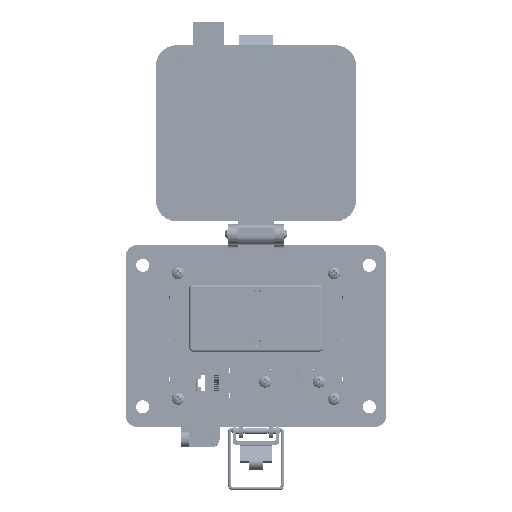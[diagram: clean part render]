
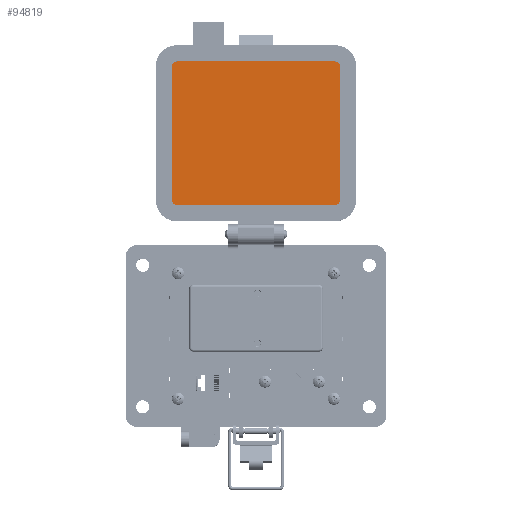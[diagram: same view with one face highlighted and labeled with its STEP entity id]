
A CAD part, top view. The second image highlights one B-rep face of the part: STEP entity #94819.
In plain terms, the highlighted planar face has unit normal (0, 0, 1).
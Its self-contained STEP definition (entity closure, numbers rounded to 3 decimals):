
#2288 = ORIENTED_EDGE ( 'NONE', *, *, #107073, .F. ) ;
#2486 = VECTOR ( 'NONE', #109482, 1000. ) ;
#2808 = VERTEX_POINT ( 'NONE', #3934 ) ;
#3934 = CARTESIAN_POINT ( 'NONE',  ( -44.769, 60.004, 19.202 ) ) ;
#4508 = EDGE_CURVE ( 'NONE', #105304, #21028, #28377, .T. ) ;
#4879 = CARTESIAN_POINT ( 'NONE',  ( -42.469, 60.004, 19.202 ) ) ;
#6547 = LINE ( 'NONE', #34974, #80808 ) ;
#7502 = AXIS2_PLACEMENT_3D ( 'NONE', #64795, #9006, #74155 ) ;
#8336 = LINE ( 'NONE', #72148, #2486 ) ;
#9006 = DIRECTION ( 'NONE',  ( 0., 0., -1. ) ) ;
#10292 = CARTESIAN_POINT ( 'NONE',  ( 39.871, 130.108, 19.202 ) ) ;
#12959 = DIRECTION ( 'NONE',  ( 0., 0., -1. ) ) ;
#14207 = DIRECTION ( 'NONE',  ( 1., 0., 0. ) ) ;
#17307 = EDGE_CURVE ( 'NONE', #104799, #21756, #6547, .T. ) ;
#17752 = AXIS2_PLACEMENT_3D ( 'NONE', #94754, #39102, #104100 ) ;
#19689 = PLANE ( 'NONE',  #36600 ) ;
#21028 = VERTEX_POINT ( 'NONE', #86258 ) ;
#21756 = VERTEX_POINT ( 'NONE', #106698 ) ;
#22056 = VERTEX_POINT ( 'NONE', #32665 ) ;
#28377 = CIRCLE ( 'NONE', #28971, 2.299 ) ;
#28971 = AXIS2_PLACEMENT_3D ( 'NONE', #115012, #12959, #68750 ) ;
#29186 = CARTESIAN_POINT ( 'NONE',  ( 38.212, 126.389, 19.202 ) ) ;
#32287 = VECTOR ( 'NONE', #80321, 1000. ) ;
#32665 = CARTESIAN_POINT ( 'NONE',  ( 35.912, 128.688, 19.202 ) ) ;
#34974 = CARTESIAN_POINT ( 'NONE',  ( -3.279, 57.705, 19.202 ) ) ;
#36600 = AXIS2_PLACEMENT_3D ( 'NONE', #10292, #112748, #57089 ) ;
#39102 = DIRECTION ( 'NONE',  ( 0., 0., -1. ) ) ;
#42200 = CARTESIAN_POINT ( 'NONE',  ( 35.912, 57.705, 19.202 ) ) ;
#50490 = CIRCLE ( 'NONE', #7502, 2.299 ) ;
#57089 = DIRECTION ( 'NONE',  ( -1., 0., 0. ) ) ;
#58869 = EDGE_CURVE ( 'NONE', #21028, #22056, #110938, .T. ) ;
#59252 = AXIS2_PLACEMENT_3D ( 'NONE', #4879, #70046, #14207 ) ;
#59876 = LINE ( 'NONE', #107893, #32287 ) ;
#62156 = CARTESIAN_POINT ( 'NONE',  ( -44.769, 126.389, 19.202 ) ) ;
#63688 = DIRECTION ( 'NONE',  ( -1., 0., 0. ) ) ;
#64706 = ORIENTED_EDGE ( 'NONE', *, *, #113795, .F. ) ;
#64795 = CARTESIAN_POINT ( 'NONE',  ( 35.912, 126.389, 19.202 ) ) ;
#67606 = ORIENTED_EDGE ( 'NONE', *, *, #83247, .F. ) ;
#68750 = DIRECTION ( 'NONE',  ( 0., -1., 0. ) ) ;
#69118 = ORIENTED_EDGE ( 'NONE', *, *, #4508, .F. ) ;
#70046 = DIRECTION ( 'NONE',  ( 0., 0., -1. ) ) ;
#72148 = CARTESIAN_POINT ( 'NONE',  ( -44.769, 93.196, 19.202 ) ) ;
#74155 = DIRECTION ( 'NONE',  ( 1., 0., 0. ) ) ;
#79115 = CARTESIAN_POINT ( 'NONE',  ( 38.212, 60.004, 19.202 ) ) ;
#80321 = DIRECTION ( 'NONE',  ( 0., -1., 0. ) ) ;
#80450 = VECTOR ( 'NONE', #81312, 1000. ) ;
#80601 = EDGE_CURVE ( 'NONE', #95295, #104799, #106102, .T. ) ;
#80808 = VECTOR ( 'NONE', #63688, 1000. ) ;
#81312 = DIRECTION ( 'NONE',  ( 1., 0., 0. ) ) ;
#83247 = EDGE_CURVE ( 'NONE', #21756, #2808, #107171, .T. ) ;
#86258 = CARTESIAN_POINT ( 'NONE',  ( -42.469, 128.688, 19.202 ) ) ;
#87746 = ORIENTED_EDGE ( 'NONE', *, *, #92133, .F. ) ;
#89416 = FACE_OUTER_BOUND ( 'NONE', #107818, .T. ) ;
#92133 = EDGE_CURVE ( 'NONE', #22056, #95112, #50490, .T. ) ;
#94754 = CARTESIAN_POINT ( 'NONE',  ( 35.912, 60.004, 19.202 ) ) ;
#94819 = ADVANCED_FACE ( 'NONE', ( #89416 ), #19689, .T. ) ;
#95112 = VERTEX_POINT ( 'NONE', #29186 ) ;
#95295 = VERTEX_POINT ( 'NONE', #79115 ) ;
#104100 = DIRECTION ( 'NONE',  ( 0., -1., 0. ) ) ;
#104799 = VERTEX_POINT ( 'NONE', #42200 ) ;
#105304 = VERTEX_POINT ( 'NONE', #62156 ) ;
#106102 = CIRCLE ( 'NONE', #17752, 2.299 ) ;
#106698 = CARTESIAN_POINT ( 'NONE',  ( -42.469, 57.705, 19.202 ) ) ;
#107073 = EDGE_CURVE ( 'NONE', #95112, #95295, #59876, .T. ) ;
#107171 = CIRCLE ( 'NONE', #59252, 2.299 ) ;
#107688 = ORIENTED_EDGE ( 'NONE', *, *, #17307, .F. ) ;
#107818 = EDGE_LOOP ( 'NONE', ( #109206, #2288, #87746, #113479, #69118, #64706, #67606, #107688 ) ) ;
#107893 = CARTESIAN_POINT ( 'NONE',  ( 38.212, 93.196, 19.202 ) ) ;
#109206 = ORIENTED_EDGE ( 'NONE', *, *, #80601, .F. ) ;
#109482 = DIRECTION ( 'NONE',  ( 0., 1., 0. ) ) ;
#109697 = CARTESIAN_POINT ( 'NONE',  ( -3.279, 128.688, 19.202 ) ) ;
#110938 = LINE ( 'NONE', #109697, #80450 ) ;
#112748 = DIRECTION ( 'NONE',  ( 0., 0., 1. ) ) ;
#113479 = ORIENTED_EDGE ( 'NONE', *, *, #58869, .F. ) ;
#113795 = EDGE_CURVE ( 'NONE', #2808, #105304, #8336, .T. ) ;
#115012 = CARTESIAN_POINT ( 'NONE',  ( -42.469, 126.389, 19.202 ) ) ;
